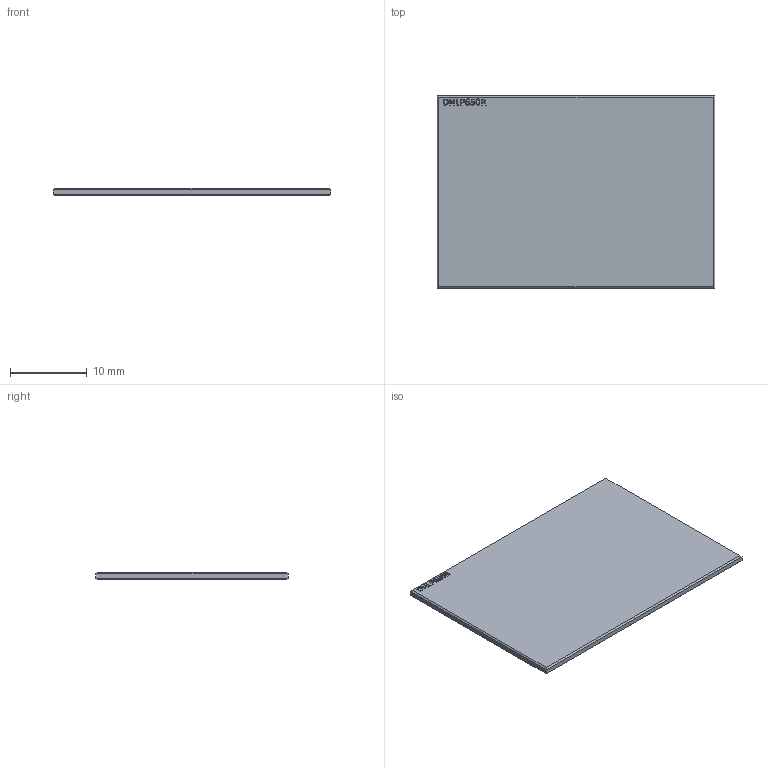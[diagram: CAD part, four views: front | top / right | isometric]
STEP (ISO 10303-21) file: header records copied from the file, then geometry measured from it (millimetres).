
FILE_DESCRIPTION (( 'STEP AP203' ), '1' );
FILE_NAME ('TTN028295-E0W.STEP', '2014-07-09T18:28:11', ( 'Admin' ), ( '' ), 'SwSTEP 2.0', 'SolidWorks 2012', '' );
FILE_SCHEMA (( 'CONFIG_CONTROL_DESIGN' ));
Length unit declared in the file: millimetre
Products named in the file (1): TTN028295-E0W
Bounding box: 36 x 25 x 1 mm (x, y, z)
Volume: 895.1 mm3; surface area: 1893.3 mm2
Topology: 1 solids, 1 shells, 145 faces, 382 edges, 252 vertices
Faces by surface type: plane 80, bspline 65
Entity records: 7059 total; most frequent: CARTESIAN_POINT 3845, ORIENTED_EDGE 764, DIRECTION 414, EDGE_CURVE 382, VERTEX_POINT 252, VECTOR 252, LINE 252, EDGE_LOOP 158
